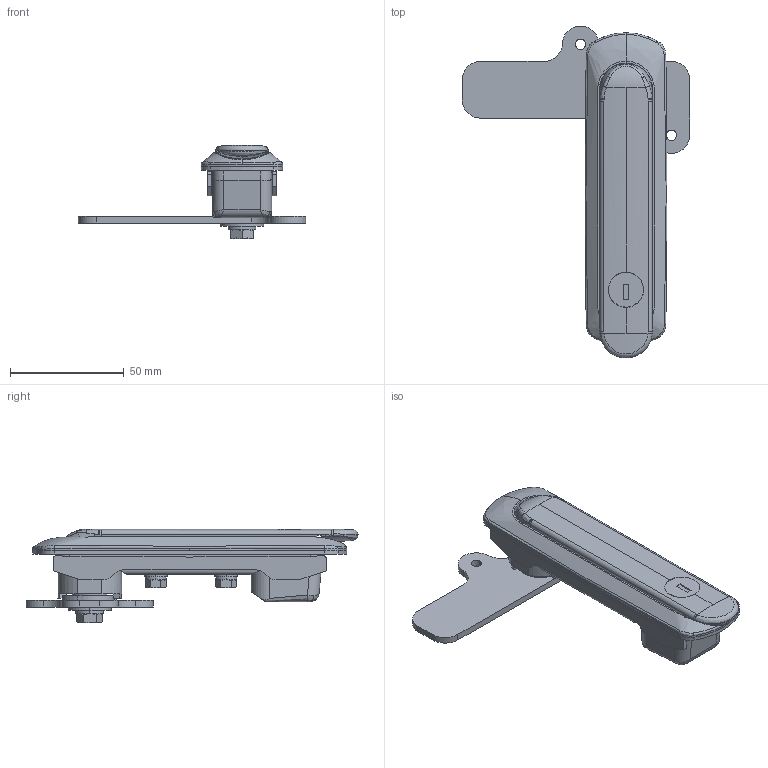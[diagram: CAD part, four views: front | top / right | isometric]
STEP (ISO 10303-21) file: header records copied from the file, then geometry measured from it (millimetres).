
FILE_DESCRIPTION (( 'STEP AP203' ), '1' );
FILE_NAME ('A-1464-1-1.STEP', '2023-12-26T04:54:32', ( '' ), ( '' ), 'SwSTEP 2.0', 'SolidWorks 2021', '' );
FILE_SCHEMA (( 'CONFIG_CONTROL_DESIGN' ));
Length unit declared in the file: millimetre
Products named in the file (13): A-1464-1-1_ハンドル__A-1464-1-1; A-1464-1-1_座金組込み十字穴付六角ボルト__M6x12十字穴付六角ボルト(SUS)SWシングルセムス(P2); A-1464-1-1_ストッパー_; A-1464-1-1_回転軸_; A-1464-1-1_ローター__#200-4-2_; A-1464-1-1_本体_; A-1464-1-1_取付板__ﾃﾞﾌｫﾙﾄ<ﾏｼﾝ加工>; A-1464-1-1_座金組込み十字穴付六角ナベ小ネジ__M5x12十字穴付六角ボルト(SUS)ダブルセムス(P3); A-1464-1-1_軸ブッシュ_; A-1464-1-1_止め金用平座_; A-1464-1-1_SP僷僢僉儞_; A-1464-1-1; A-1464-1-1_止め金_
Assembly tree (13 placements, depth 2):
  A-1464-1-1
    A-1464-1-1_本体_
    A-1464-1-1_軸ブッシュ_
    A-1464-1-1_回転軸_
    A-1464-1-1_ハンドル__A-1464-1-1
    A-1464-1-1_ストッパー_
    A-1464-1-1_止め金_
    A-1464-1-1_止め金用平座_
    A-1464-1-1_座金組込み十字穴付六角ボルト__M6x12十字穴付六角ボルト(SUS)SWシングルセムス(P2)
    A-1464-1-1_SP僷僢僉儞_
    A-1464-1-1_取付板__ﾃﾞﾌｫﾙﾄ<ﾏｼﾝ加工>
    A-1464-1-1_座金組込み十字穴付六角ナベ小ネジ__M5x12十字穴付六角ボルト(SUS)ダブルセムス(P3)  x2
    A-1464-1-1_ローター__#200-4-2_
Bounding box: 100 x 145.99 x 41.3 mm (x, y, z)
Volume: 82127.3 mm3; surface area: 55716.9 mm2
Topology: 13 solids, 13 shells, 664 faces, 1691 edges, 1068 vertices
Faces by surface type: plane 297, cylinder 218, cone 76, bspline 64, sphere 7, torus 2
Entity records: 24759 total; most frequent: CARTESIAN_POINT 9154, ORIENTED_EDGE 3106, DIRECTION 2799, EDGE_CURVE 1553, AXIS2_PLACEMENT_3D 1036, VERTEX_POINT 990, LINE 727, VECTOR 727
